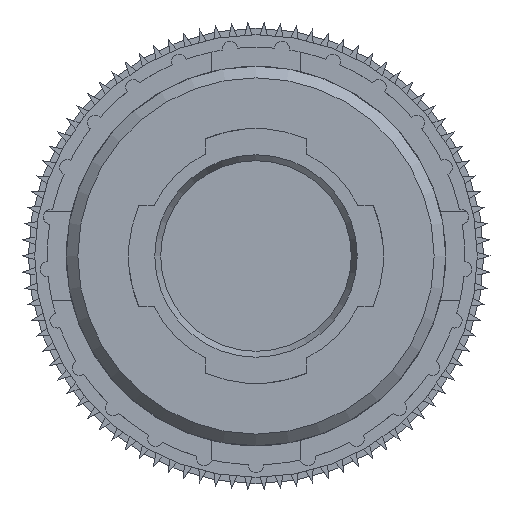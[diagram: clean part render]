
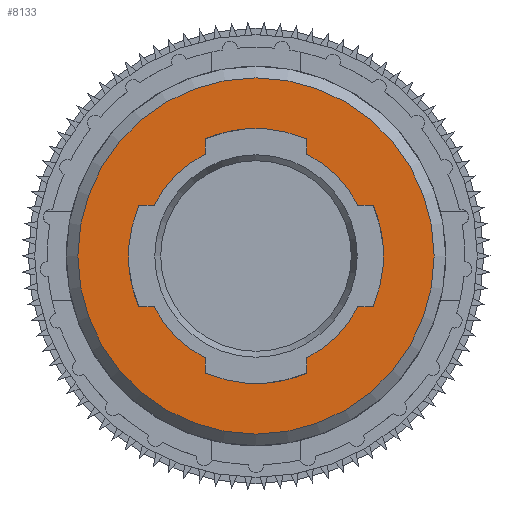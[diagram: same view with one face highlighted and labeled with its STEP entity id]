
A CAD part, front view. The second image highlights one B-rep face of the part: STEP entity #8133.
In plain terms, the highlighted planar face has unit normal (0, -1, 0).
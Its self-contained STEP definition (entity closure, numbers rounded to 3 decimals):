
#134=LINE('',#10823,#838);
#135=LINE('',#10824,#839);
#136=LINE('',#10828,#840);
#137=LINE('',#10829,#841);
#138=LINE('',#10833,#842);
#139=LINE('',#10834,#843);
#140=LINE('',#10838,#844);
#141=LINE('',#10839,#845);
#838=VECTOR('',#9093,1000.);
#839=VECTOR('',#9094,1000.);
#840=VECTOR('',#9097,1000.);
#841=VECTOR('',#9098,1000.);
#842=VECTOR('',#9101,1000.);
#843=VECTOR('',#9102,1000.);
#844=VECTOR('',#9105,1000.);
#845=VECTOR('',#9106,1000.);
#1603=ORIENTED_EDGE('',*,*,#3367,.F.);
#1604=ORIENTED_EDGE('',*,*,#3368,.T.);
#1605=ORIENTED_EDGE('',*,*,#3359,.F.);
#1606=ORIENTED_EDGE('',*,*,#3369,.F.);
#1607=ORIENTED_EDGE('',*,*,#3370,.F.);
#1608=ORIENTED_EDGE('',*,*,#3371,.T.);
#1609=ORIENTED_EDGE('',*,*,#3343,.F.);
#1610=ORIENTED_EDGE('',*,*,#3372,.F.);
#1611=ORIENTED_EDGE('',*,*,#3373,.F.);
#1612=ORIENTED_EDGE('',*,*,#3374,.T.);
#1613=ORIENTED_EDGE('',*,*,#3349,.F.);
#1614=ORIENTED_EDGE('',*,*,#3375,.F.);
#1615=ORIENTED_EDGE('',*,*,#3376,.F.);
#1616=ORIENTED_EDGE('',*,*,#3377,.T.);
#1617=ORIENTED_EDGE('',*,*,#3362,.F.);
#1618=ORIENTED_EDGE('',*,*,#3378,.F.);
#1619=ORIENTED_EDGE('',*,*,#3379,.T.);
#3343=EDGE_CURVE('',#4231,#4232,#4801,.T.);
#3349=EDGE_CURVE('',#4234,#4235,#4802,.T.);
#3359=EDGE_CURVE('',#4238,#4239,#4803,.T.);
#3362=EDGE_CURVE('',#4240,#4242,#4804,.T.);
#3367=EDGE_CURVE('',#4243,#4244,#4805,.T.);
#3368=EDGE_CURVE('',#4243,#4239,#134,.T.);
#3369=EDGE_CURVE('',#4245,#4238,#135,.T.);
#3370=EDGE_CURVE('',#4246,#4245,#4806,.T.);
#3371=EDGE_CURVE('',#4246,#4232,#136,.T.);
#3372=EDGE_CURVE('',#4247,#4231,#137,.T.);
#3373=EDGE_CURVE('',#4248,#4247,#4807,.T.);
#3374=EDGE_CURVE('',#4248,#4235,#138,.T.);
#3375=EDGE_CURVE('',#4249,#4234,#139,.T.);
#3376=EDGE_CURVE('',#4250,#4249,#4808,.T.);
#3377=EDGE_CURVE('',#4250,#4242,#140,.T.);
#3378=EDGE_CURVE('',#4244,#4240,#141,.T.);
#3379=EDGE_CURVE('',#4251,#4251,#4809,.T.);
#4231=VERTEX_POINT('',#10769);
#4232=VERTEX_POINT('',#10770);
#4234=VERTEX_POINT('',#10782);
#4235=VERTEX_POINT('',#10783);
#4238=VERTEX_POINT('',#10802);
#4239=VERTEX_POINT('',#10804);
#4240=VERTEX_POINT('',#10808);
#4242=VERTEX_POINT('',#10811);
#4243=VERTEX_POINT('',#10821);
#4244=VERTEX_POINT('',#10822);
#4245=VERTEX_POINT('',#10825);
#4246=VERTEX_POINT('',#10827);
#4247=VERTEX_POINT('',#10830);
#4248=VERTEX_POINT('',#10832);
#4249=VERTEX_POINT('',#10835);
#4250=VERTEX_POINT('',#10837);
#4251=VERTEX_POINT('',#10841);
#4801=CIRCLE('',#8485,9.);
#4802=CIRCLE('',#8487,9.);
#4803=CIRCLE('',#8489,9.);
#4804=CIRCLE('',#8491,9.);
#4805=CIRCLE('',#8493,10.08);
#4806=CIRCLE('',#8494,10.08);
#4807=CIRCLE('',#8495,10.08);
#4808=CIRCLE('',#8496,10.08);
#4809=CIRCLE('',#8497,14.08);
#4966=EDGE_LOOP('',(#1603,#1604,#1605,#1606,#1607,#1608,#1609,#1610,#1611,
#1612,#1613,#1614,#1615,#1616,#1617,#1618));
#4967=EDGE_LOOP('',(#1619));
#5308=FACE_BOUND('',#4966,.T.);
#5309=FACE_BOUND('',#4967,.T.);
#5645=PLANE('',#8492);
#8133=ADVANCED_FACE('',(#5308,#5309),#5645,.F.);
#8485=AXIS2_PLACEMENT_3D('',#10768,#9059,#9060);
#8487=AXIS2_PLACEMENT_3D('',#10781,#9067,#9068);
#8489=AXIS2_PLACEMENT_3D('',#10803,#9078,#9079);
#8491=AXIS2_PLACEMENT_3D('',#10810,#9084,#9085);
#8492=AXIS2_PLACEMENT_3D('',#10819,#9089,#9090);
#8493=AXIS2_PLACEMENT_3D('',#10820,#9091,#9092);
#8494=AXIS2_PLACEMENT_3D('',#10826,#9095,#9096);
#8495=AXIS2_PLACEMENT_3D('',#10831,#9099,#9100);
#8496=AXIS2_PLACEMENT_3D('',#10836,#9103,#9104);
#8497=AXIS2_PLACEMENT_3D('',#10840,#9107,#9108);
#9059=DIRECTION('',(0.,-1.,0.));
#9060=DIRECTION('',(0.,0.,-1.));
#9067=DIRECTION('',(0.,-1.,0.));
#9068=DIRECTION('',(0.,0.,-1.));
#9078=DIRECTION('',(0.,-1.,0.));
#9079=DIRECTION('',(0.,0.,-1.));
#9084=DIRECTION('',(0.,-1.,0.));
#9085=DIRECTION('',(0.,0.,-1.));
#9089=DIRECTION('',(0.,1.,0.));
#9090=DIRECTION('',(0.,0.,1.));
#9091=DIRECTION('',(0.,-1.,0.));
#9092=DIRECTION('',(0.,0.,-1.));
#9093=DIRECTION('',(-1.,0.,0.));
#9094=DIRECTION('',(0.,0.,1.));
#9095=DIRECTION('',(0.,-1.,0.));
#9096=DIRECTION('',(0.,0.,-1.));
#9097=DIRECTION('',(0.,0.,1.));
#9098=DIRECTION('',(1.,0.,0.));
#9099=DIRECTION('',(0.,-1.,0.));
#9100=DIRECTION('',(0.,0.,-1.));
#9101=DIRECTION('',(1.,0.,0.));
#9102=DIRECTION('',(0.,0.,-1.));
#9103=DIRECTION('',(0.,-1.,0.));
#9104=DIRECTION('',(0.,0.,-1.));
#9105=DIRECTION('',(0.,0.,-1.));
#9106=DIRECTION('',(-1.,0.,0.));
#9107=DIRECTION('',(0.,-1.,0.));
#9108=DIRECTION('',(0.,0.,-1.));
#10768=CARTESIAN_POINT('',(0.,8.,0.));
#10769=CARTESIAN_POINT('',(-8.062,8.,-4.));
#10770=CARTESIAN_POINT('',(-4.,8.,-8.062));
#10781=CARTESIAN_POINT('',(0.,8.,0.));
#10782=CARTESIAN_POINT('',(-4.,8.,8.062));
#10783=CARTESIAN_POINT('',(-8.062,8.,4.));
#10802=CARTESIAN_POINT('',(4.,8.,-8.062));
#10803=CARTESIAN_POINT('',(0.,8.,0.));
#10804=CARTESIAN_POINT('',(8.062,8.,-4.));
#10808=CARTESIAN_POINT('',(8.062,8.,4.));
#10810=CARTESIAN_POINT('',(0.,8.,0.));
#10811=CARTESIAN_POINT('',(4.,8.,8.062));
#10819=CARTESIAN_POINT('',(14.08,8.,0.));
#10820=CARTESIAN_POINT('',(0.,8.,0.));
#10821=CARTESIAN_POINT('',(9.252,8.,-4.));
#10822=CARTESIAN_POINT('',(9.252,8.,4.));
#10823=CARTESIAN_POINT('',(12.,8.,-4.));
#10824=CARTESIAN_POINT('',(4.,8.,-12.));
#10825=CARTESIAN_POINT('',(4.,8.,-9.252));
#10826=CARTESIAN_POINT('',(0.,8.,0.));
#10827=CARTESIAN_POINT('',(-4.,8.,-9.252));
#10828=CARTESIAN_POINT('',(-4.,8.,-12.));
#10829=CARTESIAN_POINT('',(-12.,8.,-4.));
#10830=CARTESIAN_POINT('',(-9.252,8.,-4.));
#10831=CARTESIAN_POINT('',(0.,8.,0.));
#10832=CARTESIAN_POINT('',(-9.252,8.,4.));
#10833=CARTESIAN_POINT('',(-12.,8.,4.));
#10834=CARTESIAN_POINT('',(-4.,8.,12.));
#10835=CARTESIAN_POINT('',(-4.,8.,9.252));
#10836=CARTESIAN_POINT('',(0.,8.,0.));
#10837=CARTESIAN_POINT('',(4.,8.,9.252));
#10838=CARTESIAN_POINT('',(4.,8.,12.));
#10839=CARTESIAN_POINT('',(12.,8.,4.));
#10840=CARTESIAN_POINT('',(0.,8.,0.));
#10841=CARTESIAN_POINT('',(0.,8.,-14.08));
